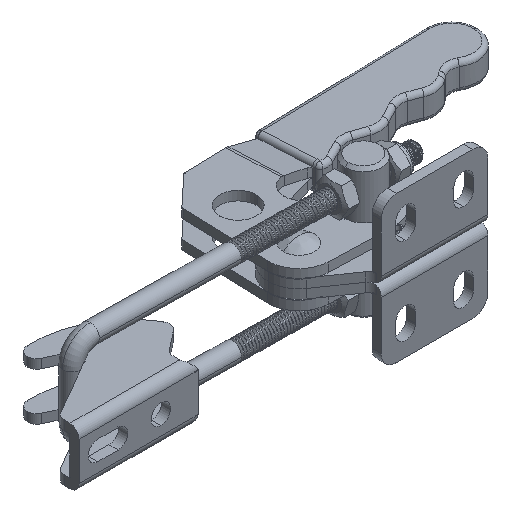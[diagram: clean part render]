
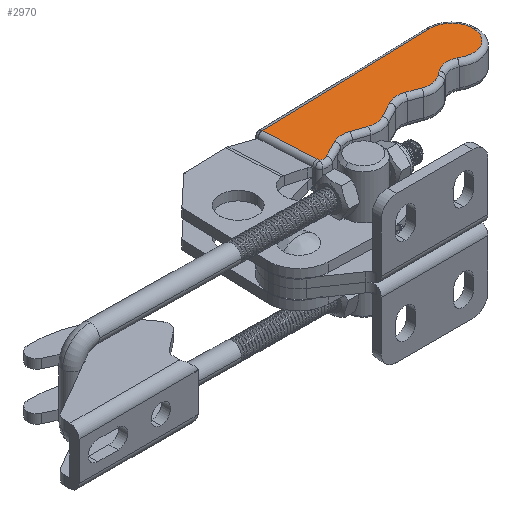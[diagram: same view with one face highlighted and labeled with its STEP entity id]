
A CAD part, isometric view. The second image highlights one B-rep face of the part: STEP entity #2970.
In plain terms, the highlighted planar face has unit normal (0, 0, 1).
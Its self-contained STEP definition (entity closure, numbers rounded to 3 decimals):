
#968 = CARTESIAN_POINT ( 'NONE',  ( 6010.001, -1659.022, 10.5 ) ) ;
#1382 = ORIENTED_EDGE ( 'NONE', *, *, #12459, .T. ) ;
#1825 = DIRECTION ( 'NONE',  ( 0.867, 0.498, 0. ) ) ;
#2336 = EDGE_LOOP ( 'NONE', ( #6483, #3018, #8049, #14731, #47086, #45439, #4874, #16912, #1382, #49547, #39016, #16194, #43245, #16097, #12588, #28997 ) ) ;
#2467 = VERTEX_POINT ( 'NONE', #42495 ) ;
#2526 = CARTESIAN_POINT ( 'NONE',  ( 6004.59, -1659.666, 10.5 ) ) ;
#2918 = EDGE_CURVE ( 'NONE', #9746, #9478, #32169, .T. ) ;
#2970 = ADVANCED_FACE ( 'NONE', ( #11804 ), #39263, .T. ) ;
#3018 = ORIENTED_EDGE ( 'NONE', *, *, #2918, .T. ) ;
#3064 = AXIS2_PLACEMENT_3D ( 'NONE', #9366, #36253, #13260 ) ;
#3536 = LINE ( 'NONE', #20926, #23919 ) ;
#3539 = DIRECTION ( 'NONE',  ( 1., 0., 0. ) ) ;
#3571 = EDGE_CURVE ( 'NONE', #5518, #24822, #21380, .T. ) ;
#4007 = VECTOR ( 'NONE', #29402, 1000. ) ;
#4361 = CARTESIAN_POINT ( 'NONE',  ( 6020.262, -1659.293, 10.5 ) ) ;
#4874 = ORIENTED_EDGE ( 'NONE', *, *, #32834, .T. ) ;
#5230 = CIRCLE ( 'NONE', #3064, 6.5 ) ;
#5518 = VERTEX_POINT ( 'NONE', #4361 ) ;
#5972 = CARTESIAN_POINT ( 'NONE',  ( 6028.4, -1657.116, 10.5 ) ) ;
#6483 = ORIENTED_EDGE ( 'NONE', *, *, #26076, .T. ) ;
#7379 = CARTESIAN_POINT ( 'NONE',  ( 5977.791, -1662.639, 10.5 ) ) ;
#7444 = CARTESIAN_POINT ( 'NONE',  ( 6014.005, -1660.323, 10.5 ) ) ;
#7614 = DIRECTION ( 'NONE',  ( 0.782, 0.623, 0. ) ) ;
#8049 = ORIENTED_EDGE ( 'NONE', *, *, #35778, .T. ) ;
#8352 = CARTESIAN_POINT ( 'NONE',  ( 5994.452, -1663.141, 10.5 ) ) ;
#8715 = LINE ( 'NONE', #32334, #29077 ) ;
#8976 = VECTOR ( 'NONE', #29858, 1000. ) ;
#9340 = CARTESIAN_POINT ( 'NONE',  ( 6032.156, -1651.209, 10.5 ) ) ;
#9366 = CARTESIAN_POINT ( 'NONE',  ( 5987.864, -1667.946, 10.5 ) ) ;
#9478 = VERTEX_POINT ( 'NONE', #24404 ) ;
#9746 = VERTEX_POINT ( 'NONE', #23059 ) ;
#10099 = CARTESIAN_POINT ( 'NONE',  ( 5984.723, -1662.255, 10.5 ) ) ;
#10156 = DIRECTION ( 'NONE',  ( 0., 0., 1. ) ) ;
#11195 = VERTEX_POINT ( 'NONE', #5972 ) ;
#11227 = DIRECTION ( 'NONE',  ( 1., 0., 0. ) ) ;
#11804 = FACE_OUTER_BOUND ( 'NONE', #2336, .T. ) ;
#11911 = VERTEX_POINT ( 'NONE', #30037 ) ;
#12459 = EDGE_CURVE ( 'NONE', #24780, #26793, #38432, .T. ) ;
#12580 = EDGE_CURVE ( 'NONE', #22808, #17578, #26923, .T. ) ;
#12588 = ORIENTED_EDGE ( 'NONE', *, *, #3571, .T. ) ;
#12604 = CARTESIAN_POINT ( 'NONE',  ( 5999.555, -1662.554, 10.5 ) ) ;
#12799 = VERTEX_POINT ( 'NONE', #12604 ) ;
#13229 = CARTESIAN_POINT ( 'NONE',  ( 5989.959, -1661.793, 10.5 ) ) ;
#13238 = DIRECTION ( 'NONE',  ( 1., 0., 0. ) ) ;
#13259 = DIRECTION ( 'NONE',  ( 0., 0., -1. ) ) ;
#13260 = DIRECTION ( 'NONE',  ( 1., 0., 0. ) ) ;
#13614 = AXIS2_PLACEMENT_3D ( 'NONE', #43594, #47423, #24394 ) ;
#13682 = EDGE_CURVE ( 'NONE', #26793, #12799, #24485, .T. ) ;
#14024 = CIRCLE ( 'NONE', #28090, 6.5 ) ;
#14597 = DIRECTION ( 'NONE',  ( 0.067, -0.998, 0. ) ) ;
#14663 = EDGE_CURVE ( 'NONE', #11911, #41329, #35082, .T. ) ;
#14679 = VECTOR ( 'NONE', #14597, 1000. ) ;
#14731 = ORIENTED_EDGE ( 'NONE', *, *, #26433, .T. ) ;
#14991 = CARTESIAN_POINT ( 'NONE',  ( 6016.212, -1654.209, 10.5 ) ) ;
#15861 = CIRCLE ( 'NONE', #25089, 6.5 ) ;
#16097 = ORIENTED_EDGE ( 'NONE', *, *, #43097, .T. ) ;
#16194 = ORIENTED_EDGE ( 'NONE', *, *, #29509, .T. ) ;
#16396 = CIRCLE ( 'NONE', #42885, 3. ) ;
#16530 = VERTEX_POINT ( 'NONE', #10099 ) ;
#16912 = ORIENTED_EDGE ( 'NONE', *, *, #23589, .T. ) ;
#16963 = DIRECTION ( 'NONE',  ( 0.087, -0.996, 0. ) ) ;
#17578 = VERTEX_POINT ( 'NONE', #7444 ) ;
#18288 = LINE ( 'NONE', #39060, #37505 ) ;
#18894 = DIRECTION ( 'NONE',  ( 1., 0., 0. ) ) ;
#20137 = DIRECTION ( 'NONE',  ( 0., 0., 1. ) ) ;
#20219 = VECTOR ( 'NONE', #7614, 1000. ) ;
#20561 = CARTESIAN_POINT ( 'NONE',  ( 5976.973, -1665.525, 10.5 ) ) ;
#20926 = CARTESIAN_POINT ( 'NONE',  ( 6004.611, -1659.654, 10.5 ) ) ;
#21380 = LINE ( 'NONE', #38197, #20219 ) ;
#21510 = CIRCLE ( 'NONE', #48513, 6.5 ) ;
#22808 = VERTEX_POINT ( 'NONE', #968 ) ;
#22843 = CARTESIAN_POINT ( 'NONE',  ( 6013.983, -1660.315, 10.5 ) ) ;
#23059 = CARTESIAN_POINT ( 'NONE',  ( 6039.156, -1651.209, 10.5 ) ) ;
#23589 = EDGE_CURVE ( 'NONE', #16530, #24780, #5230, .T. ) ;
#23919 = VECTOR ( 'NONE', #1825, 1000. ) ;
#24394 = DIRECTION ( 'NONE',  ( 1., 0., 0. ) ) ;
#24404 = CARTESIAN_POINT ( 'NONE',  ( 6031.729, -1644.222, 10.5 ) ) ;
#24485 = CIRCLE ( 'NONE', #32804, 6.5 ) ;
#24525 = VECTOR ( 'NONE', #34392, 1000. ) ;
#24780 = VERTEX_POINT ( 'NONE', #13229 ) ;
#24822 = VERTEX_POINT ( 'NONE', #33490 ) ;
#25089 = AXIS2_PLACEMENT_3D ( 'NONE', #14991, #41852, #18894 ) ;
#25564 = LINE ( 'NONE', #48552, #4007 ) ;
#26076 = EDGE_CURVE ( 'NONE', #11195, #9746, #45352, .T. ) ;
#26216 = AXIS2_PLACEMENT_3D ( 'NONE', #9340, #36230, #13238 ) ;
#26433 = EDGE_CURVE ( 'NONE', #29464, #11911, #8715, .T. ) ;
#26458 = DIRECTION ( 'NONE',  ( 0., 0., -1. ) ) ;
#26793 = VERTEX_POINT ( 'NONE', #8352 ) ;
#26923 = LINE ( 'NONE', #22843, #24525 ) ;
#28090 = AXIS2_PLACEMENT_3D ( 'NONE', #49476, #26458, #3539 ) ;
#28997 = ORIENTED_EDGE ( 'NONE', *, *, #36430, .T. ) ;
#29077 = VECTOR ( 'NONE', #16963, 1000. ) ;
#29402 = DIRECTION ( 'NONE',  ( 0.877, 0.481, 0. ) ) ;
#29464 = VERTEX_POINT ( 'NONE', #42986 ) ;
#29509 = EDGE_CURVE ( 'NONE', #32234, #22808, #21510, .T. ) ;
#29691 = CARTESIAN_POINT ( 'NONE',  ( 5994.452, -1663.141, 10.5 ) ) ;
#29858 = DIRECTION ( 'NONE',  ( 0.958, -0.287, 0. ) ) ;
#30037 = CARTESIAN_POINT ( 'NONE',  ( 5976.913, -1664.627, 10.5 ) ) ;
#32169 = CIRCLE ( 'NONE', #40325, 7. ) ;
#32234 = VERTEX_POINT ( 'NONE', #2526 ) ;
#32334 = CARTESIAN_POINT ( 'NONE',  ( 5976.911, -1664.612, 10.5 ) ) ;
#32804 = AXIS2_PLACEMENT_3D ( 'NONE', #33126, #10156, #37046 ) ;
#32834 = EDGE_CURVE ( 'NONE', #2467, #16530, #25564, .T. ) ;
#33126 = CARTESIAN_POINT ( 'NONE',  ( 5996.321, -1656.916, 10.5 ) ) ;
#33490 = CARTESIAN_POINT ( 'NONE',  ( 6021.721, -1658.131, 10.5 ) ) ;
#33692 = CARTESIAN_POINT ( 'NONE',  ( 5977.033, -1666.433, 10.5 ) ) ;
#34213 = DIRECTION ( 'NONE',  ( 0., 0., 1. ) ) ;
#34392 = DIRECTION ( 'NONE',  ( 0.951, -0.309, 0. ) ) ;
#35082 = LINE ( 'NONE', #33692, #14679 ) ;
#35342 = DIRECTION ( 'NONE',  ( -0.998, -0.061, 0. ) ) ;
#35778 = EDGE_CURVE ( 'NONE', #9478, #29464, #18288, .T. ) ;
#36230 = DIRECTION ( 'NONE',  ( 0., 0., 1. ) ) ;
#36251 = CARTESIAN_POINT ( 'NONE',  ( 6007.993, -1665.204, 10.5 ) ) ;
#36253 = DIRECTION ( 'NONE',  ( 0., 0., -1. ) ) ;
#36430 = EDGE_CURVE ( 'NONE', #24822, #11195, #14024, .T. ) ;
#37046 = DIRECTION ( 'NONE',  ( 1., 0., 0. ) ) ;
#37505 = VECTOR ( 'NONE', #35342, 1000. ) ;
#38197 = CARTESIAN_POINT ( 'NONE',  ( 6021.736, -1658.119, 10.5 ) ) ;
#38432 = LINE ( 'NONE', #29691, #8976 ) ;
#39016 = ORIENTED_EDGE ( 'NONE', *, *, #49062, .T. ) ;
#39060 = CARTESIAN_POINT ( 'NONE',  ( 5973.931, -1647.759, 10.5 ) ) ;
#39263 = PLANE ( 'NONE',  #13614 ) ;
#40116 = DIRECTION ( 'NONE',  ( 1., 0., 0. ) ) ;
#40325 = AXIS2_PLACEMENT_3D ( 'NONE', #43108, #20137, #46947 ) ;
#41329 = VERTEX_POINT ( 'NONE', #20561 ) ;
#41852 = DIRECTION ( 'NONE',  ( 0., 0., 1. ) ) ;
#42495 = CARTESIAN_POINT ( 'NONE',  ( 5979.235, -1665.269, 10.5 ) ) ;
#42885 = AXIS2_PLACEMENT_3D ( 'NONE', #7379, #34213, #11227 ) ;
#42986 = CARTESIAN_POINT ( 'NONE',  ( 5975.429, -1647.667, 10.5 ) ) ;
#43097 = EDGE_CURVE ( 'NONE', #17578, #5518, #15861, .T. ) ;
#43108 = CARTESIAN_POINT ( 'NONE',  ( 6032.156, -1651.209, 10.5 ) ) ;
#43245 = ORIENTED_EDGE ( 'NONE', *, *, #12580, .T. ) ;
#43594 = CARTESIAN_POINT ( 'NONE',  ( 6025.895, -1663.114, 10.5 ) ) ;
#44693 = EDGE_CURVE ( 'NONE', #41329, #2467, #16396, .T. ) ;
#45352 = CIRCLE ( 'NONE', #26216, 7. ) ;
#45439 = ORIENTED_EDGE ( 'NONE', *, *, #44693, .T. ) ;
#46947 = DIRECTION ( 'NONE',  ( 1., 0., 0. ) ) ;
#47086 = ORIENTED_EDGE ( 'NONE', *, *, #14663, .T. ) ;
#47423 = DIRECTION ( 'NONE',  ( 0., 0., 1. ) ) ;
#48513 = AXIS2_PLACEMENT_3D ( 'NONE', #36251, #13259, #40116 ) ;
#48552 = CARTESIAN_POINT ( 'NONE',  ( 5984.726, -1662.254, 10.5 ) ) ;
#49062 = EDGE_CURVE ( 'NONE', #12799, #32234, #3536, .T. ) ;
#49476 = CARTESIAN_POINT ( 'NONE',  ( 6025.895, -1663.114, 10.5 ) ) ;
#49547 = ORIENTED_EDGE ( 'NONE', *, *, #13682, .T. ) ;
